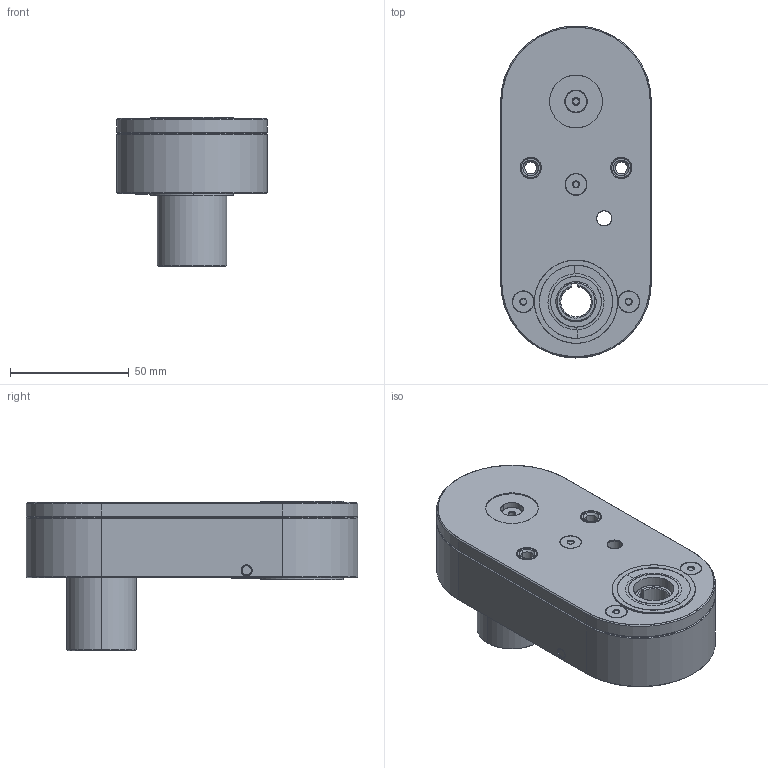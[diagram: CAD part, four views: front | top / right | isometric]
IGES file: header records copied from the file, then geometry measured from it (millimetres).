
Start section: SolidWorks IGES file using analytic representation for surfaces
Global section: file name: 068-2B-M1-1.IGS; native system: SolidWorks 2019; preprocessor: SolidWorks 2019; author: Codrin; date: 200914.083932; units: inch
Bounding box: 63.5 x 139.7 x 63.04 mm (x, y, z)
Surface area: 43048.3 mm2 (no closed solid volume)
Topology: 0 solids, 0 shells, 383 faces, 5852 edges, 5850 vertices
Faces by surface type: revolution 222, bspline 161
